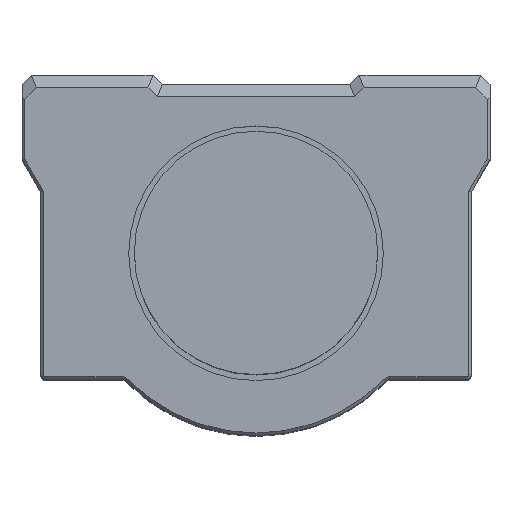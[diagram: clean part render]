
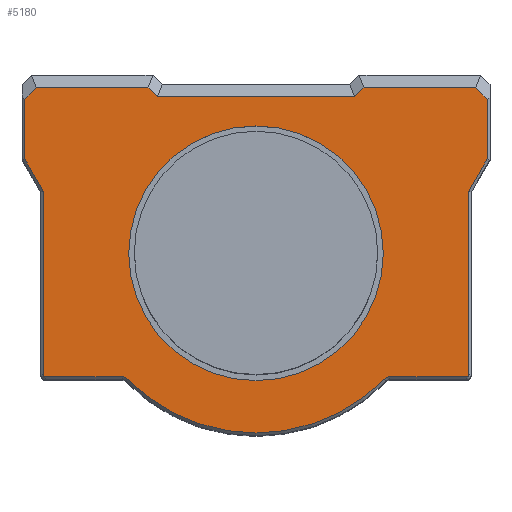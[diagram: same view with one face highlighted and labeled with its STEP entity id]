
A CAD part, top view. The second image highlights one B-rep face of the part: STEP entity #5180.
In plain terms, the highlighted planar face has unit normal (0, 0, 1).
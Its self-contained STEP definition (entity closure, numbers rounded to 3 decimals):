
#4698=CARTESIAN_POINT('',(24.7,16.462,22.0));
#4699=VERTEX_POINT('',#4698);
#4706=CARTESIAN_POINT('',(24.7,10.08,22.0));
#4707=VERTEX_POINT('',#4706);
#4708=CARTESIAN_POINT('',(24.7,16.462,22.0));
#4709=DIRECTION('',(0.0,-1.0,0.0));
#4710=VECTOR('',#4709,6.381);
#4711=LINE('',#4708,#4710);
#4712=EDGE_CURVE('',#4699,#4707,#4711,.T.);
#4736=CARTESIAN_POINT('',(22.7,6.616,22.0));
#4737=VERTEX_POINT('',#4736);
#4738=CARTESIAN_POINT('',(24.7,10.08,22.0));
#4739=DIRECTION('',(-0.5,-0.866,0.0));
#4740=VECTOR('',#4739,4.);
#4741=LINE('',#4738,#4740);
#4742=EDGE_CURVE('',#4707,#4737,#4741,.T.);
#4767=CARTESIAN_POINT('',(22.7,-13.,22.0));
#4768=VERTEX_POINT('',#4767);
#4784=CARTESIAN_POINT('',(22.7,6.616,22.0));
#4785=DIRECTION('',(0.0,-1.0,0.0));
#4786=VECTOR('',#4785,19.616);
#4787=LINE('',#4784,#4786);
#4788=EDGE_CURVE('',#4737,#4768,#4787,.T.);
#4798=CARTESIAN_POINT('',(22.5,-13.2,22.0));
#4799=VERTEX_POINT('',#4798);
#4814=CARTESIAN_POINT('',(22.5,-13.,22.0));
#4815=DIRECTION('',(0.0,0.0,-1.0));
#4816=DIRECTION('',(0.0,-1.0,0.0));
#4817=AXIS2_PLACEMENT_3D('',#4814,#4815,#4816);
#4818=CIRCLE('',#4817,0.2);
#4819=EDGE_CURVE('',#4768,#4799,#4818,.T.);
#4829=CARTESIAN_POINT('',(14.283,-13.2,22.0));
#4830=VERTEX_POINT('',#4829);
#4839=CARTESIAN_POINT('',(22.5,-13.2,22.0));
#4840=DIRECTION('',(-1.0,0.0,0.0));
#4841=VECTOR('',#4840,8.217);
#4842=LINE('',#4839,#4841);
#4843=EDGE_CURVE('',#4799,#4830,#4842,.T.);
#4853=CARTESIAN_POINT('',(13.712,-13.44,22.0));
#4854=VERTEX_POINT('',#4853);
#4871=CARTESIAN_POINT('',(14.283,-14.,22.0));
#4872=DIRECTION('',(0.0,0.0,1.0));
#4873=DIRECTION('',(0.0,1.0,0.0));
#4874=AXIS2_PLACEMENT_3D('',#4871,#4872,#4873);
#4875=CIRCLE('',#4874,0.8);
#4876=EDGE_CURVE('',#4830,#4854,#4875,.T.);
#4886=CARTESIAN_POINT('',(-13.712,-13.44,22.0));
#4887=VERTEX_POINT('',#4886);
#4904=CARTESIAN_POINT('',(0.0,0.0,22.0));
#4905=DIRECTION('',(0.0,0.0,-1.0));
#4906=DIRECTION('',(-0.714,-0.7,0.0));
#4907=AXIS2_PLACEMENT_3D('',#4904,#4905,#4906);
#4908=CIRCLE('',#4907,19.2);
#4909=EDGE_CURVE('',#4854,#4887,#4908,.T.);
#4919=CARTESIAN_POINT('',(-14.283,-13.2,22.0));
#4920=VERTEX_POINT('',#4919);
#4935=CARTESIAN_POINT('',(-14.283,-14.,22.0));
#4936=DIRECTION('',(0.0,0.0,1.0));
#4937=DIRECTION('',(0.714,0.7,0.0));
#4938=AXIS2_PLACEMENT_3D('',#4935,#4936,#4937);
#4939=CIRCLE('',#4938,0.8);
#4940=EDGE_CURVE('',#4887,#4920,#4939,.T.);
#4950=CARTESIAN_POINT('',(-22.5,-13.2,22.0));
#4951=VERTEX_POINT('',#4950);
#4960=CARTESIAN_POINT('',(-14.283,-13.2,22.0));
#4961=DIRECTION('',(-1.0,0.0,0.0));
#4962=VECTOR('',#4961,8.217);
#4963=LINE('',#4960,#4962);
#4964=EDGE_CURVE('',#4920,#4951,#4963,.T.);
#4974=CARTESIAN_POINT('',(-22.7,-13.,22.0));
#4975=VERTEX_POINT('',#4974);
#4992=CARTESIAN_POINT('',(-22.5,-13.,22.0));
#4993=DIRECTION('',(0.0,0.0,-1.0));
#4994=DIRECTION('',(-1.0,0.0,0.0));
#4995=AXIS2_PLACEMENT_3D('',#4992,#4993,#4994);
#4996=CIRCLE('',#4995,0.2);
#4997=EDGE_CURVE('',#4951,#4975,#4996,.T.);
#5016=CARTESIAN_POINT('',(-22.7,6.616,22.0));
#5017=VERTEX_POINT('',#5016);
#5018=CARTESIAN_POINT('',(-22.7,-13.,22.0));
#5019=DIRECTION('',(0.0,1.0,0.0));
#5020=VECTOR('',#5019,19.616);
#5021=LINE('',#5018,#5020);
#5022=EDGE_CURVE('',#4975,#5017,#5021,.T.);
#5038=CARTESIAN_POINT('',(-24.7,10.08,22.0));
#5039=VERTEX_POINT('',#5038);
#5040=CARTESIAN_POINT('',(-22.7,6.616,22.0));
#5041=DIRECTION('',(-0.5,0.866,0.0));
#5042=VECTOR('',#5041,4.);
#5043=LINE('',#5040,#5042);
#5044=EDGE_CURVE('',#5017,#5039,#5043,.T.);
#5069=CARTESIAN_POINT('',(-24.7,16.462,22.0));
#5070=VERTEX_POINT('',#5069);
#5086=CARTESIAN_POINT('',(-24.7,10.08,22.0));
#5087=DIRECTION('',(0.0,1.0,0.0));
#5088=VECTOR('',#5087,6.381);
#5089=LINE('',#5086,#5088);
#5090=EDGE_CURVE('',#5039,#5070,#5089,.T.);
#5095=CARTESIAN_POINT('',(0.,2.175,22.0));
#5096=DIRECTION('',(0.0,0.0,1.0));
#5097=DIRECTION('',(1.0,0.0,0.0));
#5098=AXIS2_PLACEMENT_3D('',#5095,#5096,#5097);
#5099=PLANE('',#5098);
#5100=ORIENTED_EDGE('',*,*,#5090,.F.);
#5101=ORIENTED_EDGE('',*,*,#5044,.F.);
#5102=ORIENTED_EDGE('',*,*,#5022,.F.);
#5103=ORIENTED_EDGE('',*,*,#4997,.F.);
#5104=ORIENTED_EDGE('',*,*,#4964,.F.);
#5105=ORIENTED_EDGE('',*,*,#4940,.F.);
#5106=ORIENTED_EDGE('',*,*,#4909,.F.);
#5107=ORIENTED_EDGE('',*,*,#4876,.F.);
#5108=ORIENTED_EDGE('',*,*,#4843,.F.);
#5109=ORIENTED_EDGE('',*,*,#4819,.F.);
#5110=ORIENTED_EDGE('',*,*,#4788,.F.);
#5111=ORIENTED_EDGE('',*,*,#4742,.F.);
#5112=ORIENTED_EDGE('',*,*,#4712,.F.);
#5113=CARTESIAN_POINT('',(23.462,17.7,22.0));
#5114=VERTEX_POINT('',#5113);
#5115=CARTESIAN_POINT('',(23.462,17.7,22.0));
#5116=DIRECTION('',(0.707,-0.707,0.0));
#5117=VECTOR('',#5116,1.751);
#5118=LINE('',#5115,#5117);
#5119=EDGE_CURVE('',#5114,#4699,#5118,.T.);
#5120=ORIENTED_EDGE('',*,*,#5119,.F.);
#5121=CARTESIAN_POINT('',(11.538,17.7,22.0));
#5122=VERTEX_POINT('',#5121);
#5123=CARTESIAN_POINT('',(11.538,17.7,22.0));
#5124=DIRECTION('',(1.0,0.0,0.0));
#5125=VECTOR('',#5124,11.923);
#5126=LINE('',#5123,#5125);
#5127=EDGE_CURVE('',#5122,#5114,#5126,.T.);
#5128=ORIENTED_EDGE('',*,*,#5127,.F.);
#5129=CARTESIAN_POINT('',(10.538,16.7,22.0));
#5130=VERTEX_POINT('',#5129);
#5131=CARTESIAN_POINT('',(10.538,16.7,22.0));
#5132=DIRECTION('',(0.707,0.707,0.0));
#5133=VECTOR('',#5132,1.414);
#5134=LINE('',#5131,#5133);
#5135=EDGE_CURVE('',#5130,#5122,#5134,.T.);
#5136=ORIENTED_EDGE('',*,*,#5135,.F.);
#5137=CARTESIAN_POINT('',(-10.538,16.7,22.0));
#5138=VERTEX_POINT('',#5137);
#5139=CARTESIAN_POINT('',(-10.538,16.7,22.0));
#5140=DIRECTION('',(1.0,0.0,0.0));
#5141=VECTOR('',#5140,21.077);
#5142=LINE('',#5139,#5141);
#5143=EDGE_CURVE('',#5138,#5130,#5142,.T.);
#5144=ORIENTED_EDGE('',*,*,#5143,.F.);
#5145=CARTESIAN_POINT('',(-11.538,17.7,22.0));
#5146=VERTEX_POINT('',#5145);
#5147=CARTESIAN_POINT('',(-11.538,17.7,22.0));
#5148=DIRECTION('',(0.707,-0.707,0.0));
#5149=VECTOR('',#5148,1.414);
#5150=LINE('',#5147,#5149);
#5151=EDGE_CURVE('',#5146,#5138,#5150,.T.);
#5152=ORIENTED_EDGE('',*,*,#5151,.F.);
#5153=CARTESIAN_POINT('',(-23.462,17.7,22.0));
#5154=VERTEX_POINT('',#5153);
#5155=CARTESIAN_POINT('',(-23.462,17.7,22.0));
#5156=DIRECTION('',(1.0,0.0,0.0));
#5157=VECTOR('',#5156,11.923);
#5158=LINE('',#5155,#5157);
#5159=EDGE_CURVE('',#5154,#5146,#5158,.T.);
#5160=ORIENTED_EDGE('',*,*,#5159,.F.);
#5161=CARTESIAN_POINT('',(-24.7,16.462,22.0));
#5162=DIRECTION('',(0.707,0.707,0.0));
#5163=VECTOR('',#5162,1.751);
#5164=LINE('',#5161,#5163);
#5165=EDGE_CURVE('',#5070,#5154,#5164,.T.);
#5166=ORIENTED_EDGE('',*,*,#5165,.F.);
#5167=EDGE_LOOP('',(#5100,#5101,#5102,#5103,#5104,#5105,#5106,#5107,#5108,#5109,#5110,#5111,#5112,#5120,#5128,#5136,#5144,#5152,#5160,#5166));
#5168=FACE_OUTER_BOUND('',#5167,.T.);
#5169=CARTESIAN_POINT('',(0.0,-13.6,22.));
#5170=VERTEX_POINT('',#5169);
#5171=CARTESIAN_POINT('',(0.0,0.0,22.0));
#5172=DIRECTION('',(0.0,0.0,-1.0));
#5173=DIRECTION('',(0.0,-1.0,0.0));
#5174=AXIS2_PLACEMENT_3D('',#5171,#5172,#5173);
#5175=CIRCLE('',#5174,13.6);
#5176=EDGE_CURVE('',#5170,#5170,#5175,.T.);
#5177=ORIENTED_EDGE('',*,*,#5176,.T.);
#5178=EDGE_LOOP('',(#5177));
#5179=FACE_BOUND('',#5178,.T.);
#5180=ADVANCED_FACE('',(#5168,#5179),#5099,.T.);
